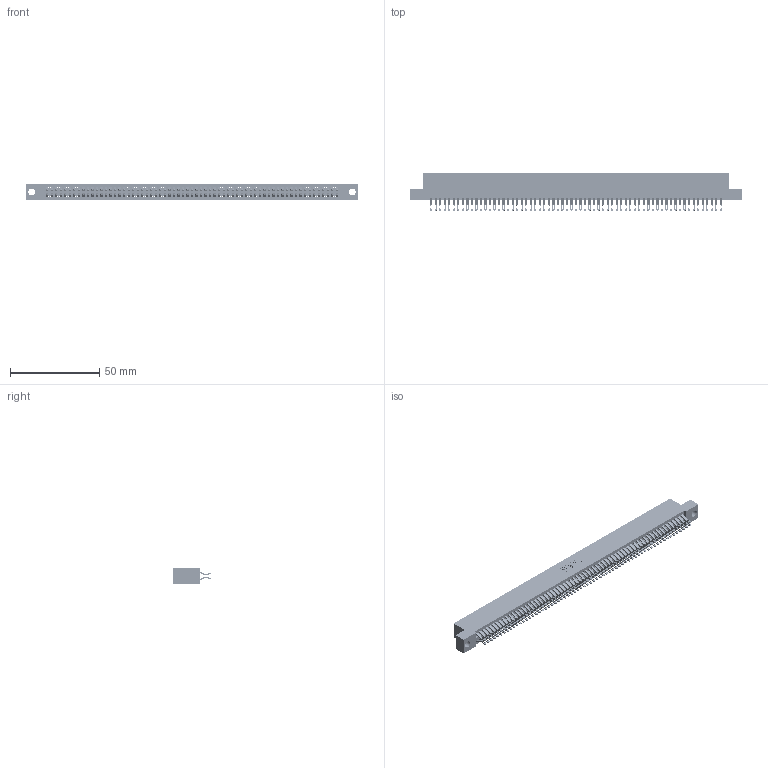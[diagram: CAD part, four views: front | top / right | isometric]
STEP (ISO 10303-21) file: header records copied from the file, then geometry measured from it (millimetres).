
FILE_DESCRIPTION (( 'STEP AP203' ), '1' );
FILE_NAME ('395-130-555-204.STEP', '2021-06-18T00:31:18', ( '' ), ( '' ), 'SwSTEP 2.0', 'SolidWorks 2020', '' );
FILE_SCHEMA (( 'CONFIG_CONTROL_DESIGN' ));
Length unit declared in the file: inch
Products named in the file (3): 395-130-555-204; 345-292-001_555 Tail; 345 Part_Flush Mounting Lugs - 0.156 Dia-TI
Assembly tree (131 placements, depth 2):
  395-130-555-204
    345 Part_Flush Mounting Lugs - 0.156 Dia-TI
    345-292-001_555 Tail  x130
Bounding box: 186.31 x 21.13 x 9.4 mm (x, y, z)
Volume: 18582.9 mm3; surface area: 29077.1 mm2
Topology: 131 solids, 131 shells, 7420 faces, 23387 edges, 15590 vertices
Faces by surface type: plane 4124, cylinder 3296
Entity records: 48649 total; most frequent: CARTESIAN_POINT 8172, ORIENTED_EDGE 8074, DIRECTION 7145, EDGE_CURVE 4037, VECTOR 3625, LINE 3625, VERTEX_POINT 2690, AXIS2_PLACEMENT_3D 1760
